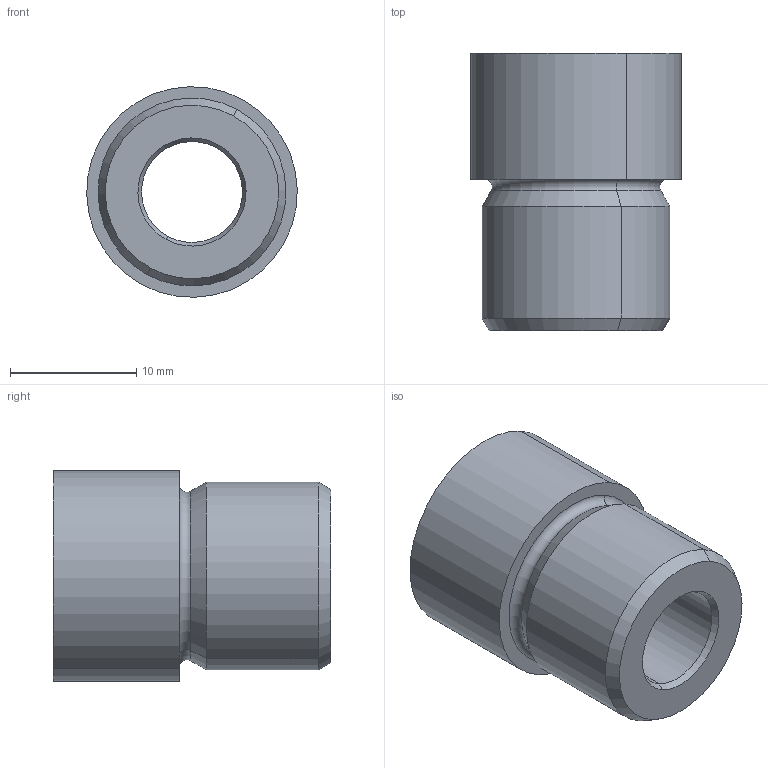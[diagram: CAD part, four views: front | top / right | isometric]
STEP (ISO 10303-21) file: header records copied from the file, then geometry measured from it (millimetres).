
FILE_DESCRIPTION(('CATIA V5 STEP Exchange'),'2;1');
FILE_NAME('bague 14.9.stp','2024-08-03T11:26:46+00:00',('none'),('none'),'CATIA Version 5 Release 17 (IN-10)','CATIA V5 STEP AP203','none');
FILE_SCHEMA(('CONFIG_CONTROL_DESIGN'));
Length unit declared in the file: millimetre
Products named in the file (1): bague  14.9
Bounding box: 16.7 x 22 x 16.7 mm (x, y, z)
Volume: 3111.5 mm3; surface area: 1972.5 mm2
Topology: 1 solids, 1 shells, 19 faces, 38 edges, 22 vertices
Faces by surface type: cone 8, cylinder 6, plane 3, torus 2
Entity records: 493 total; most frequent: ORIENTED_EDGE 76, CARTESIAN_POINT 75, DIRECTION 66, AXIS2_PLACEMENT_3D 39, EDGE_CURVE 38, CIRCLE 24, EDGE_LOOP 22, VERTEX_POINT 22
